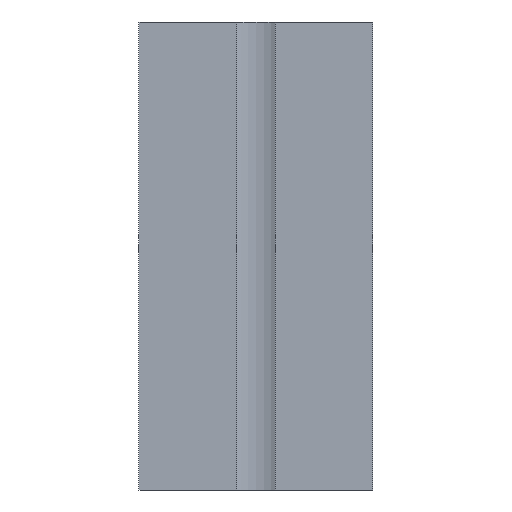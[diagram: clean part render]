
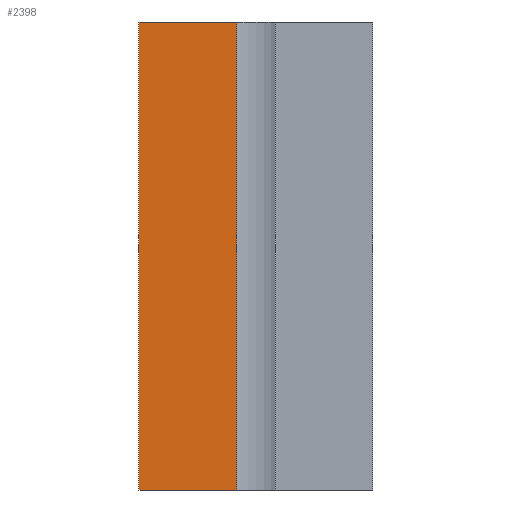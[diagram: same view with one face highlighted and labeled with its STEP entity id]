
A CAD part, left-side view. The second image highlights one B-rep face of the part: STEP entity #2398.
In plain terms, the highlighted planar face has unit normal (-1, 0, 0).
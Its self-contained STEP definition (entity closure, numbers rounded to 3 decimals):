
#2342=CARTESIAN_POINT('',(7.153,32.136,100.0));
#2343=VERTEX_POINT('',#2342);
#2350=CARTESIAN_POINT('',(7.153,32.136,0.0));
#2351=VERTEX_POINT('',#2350);
#2352=CARTESIAN_POINT('',(7.153,32.136,0.0));
#2353=DIRECTION('',(0.0,0.0,1.0));
#2354=VECTOR('',#2353,100.0);
#2355=LINE('',#2352,#2354);
#2356=EDGE_CURVE('',#2351,#2343,#2355,.T.);
#2368=CARTESIAN_POINT('',(7.153,32.136,0.0));
#2369=DIRECTION('',(-1.0,0.0,0.0));
#2370=DIRECTION('',(0.0,0.0,1.0));
#2371=AXIS2_PLACEMENT_3D('',#2368,#2369,#2370);
#2372=PLANE('',#2371);
#2373=CARTESIAN_POINT('',(7.153,52.986,100.0));
#2374=VERTEX_POINT('',#2373);
#2375=CARTESIAN_POINT('',(7.153,32.136,100.0));
#2376=DIRECTION('',(0.0,1.0,0.0));
#2377=VECTOR('',#2376,20.85);
#2378=LINE('',#2375,#2377);
#2379=EDGE_CURVE('',#2343,#2374,#2378,.T.);
#2380=ORIENTED_EDGE('',*,*,#2379,.T.);
#2381=CARTESIAN_POINT('',(7.153,52.986,0.0));
#2382=VERTEX_POINT('',#2381);
#2383=CARTESIAN_POINT('',(7.153,52.986,0.0));
#2384=DIRECTION('',(0.0,0.0,1.0));
#2385=VECTOR('',#2384,100.0);
#2386=LINE('',#2383,#2385);
#2387=EDGE_CURVE('',#2382,#2374,#2386,.T.);
#2388=ORIENTED_EDGE('',*,*,#2387,.F.);
#2389=CARTESIAN_POINT('',(7.153,52.986,0.0));
#2390=DIRECTION('',(0.0,-1.0,0.0));
#2391=VECTOR('',#2390,20.85);
#2392=LINE('',#2389,#2391);
#2393=EDGE_CURVE('',#2382,#2351,#2392,.T.);
#2394=ORIENTED_EDGE('',*,*,#2393,.T.);
#2395=ORIENTED_EDGE('',*,*,#2356,.T.);
#2396=EDGE_LOOP('',(#2380,#2388,#2394,#2395));
#2397=FACE_OUTER_BOUND('',#2396,.T.);
#2398=ADVANCED_FACE('',(#2397),#2372,.T.);
